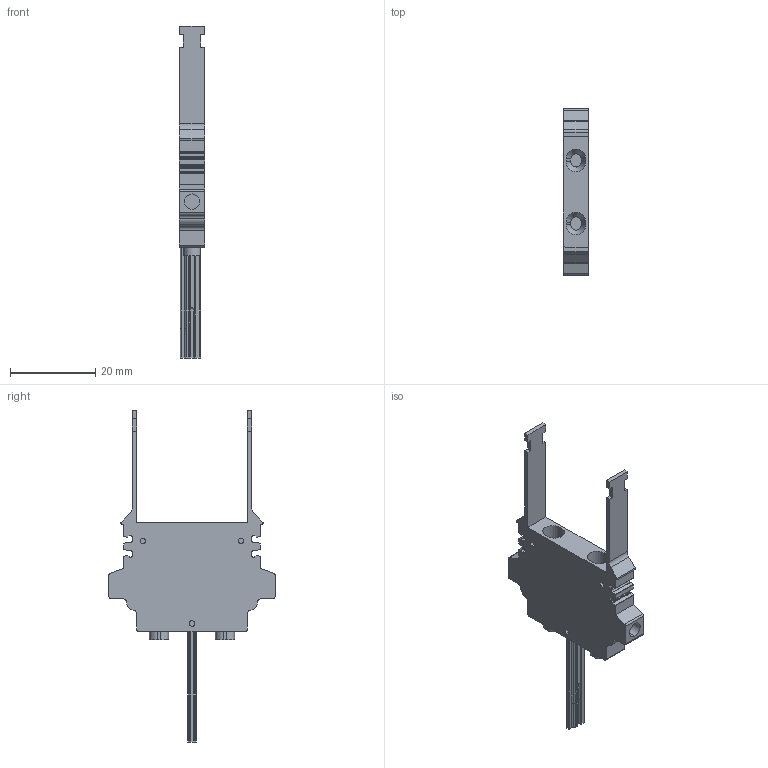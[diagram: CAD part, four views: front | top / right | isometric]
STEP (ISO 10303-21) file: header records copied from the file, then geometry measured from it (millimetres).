
FILE_DESCRIPTION(('CATIA V5R20 STEP214'),'2;1');
FILE_NAME ('5897829_3', '2014-08-12T05:22:33+00:00', ('Weidmueller Interface'), ('Weidmueller'), 'CATIA Version 5 Release 20 SP 5 (IN-10)', 'CATIA V5 STEP AP214', 'none');
FILE_SCHEMA(('AUTOMOTIVE_DESIGN { 1 0 10303 214 1 1 1 1 }'));
Length unit declared in the file: millimetre
Products named in the file (1): 1915450000_WTA_8_TN
Bounding box: 6 x 39 x 77.9 mm (x, y, z)
Volume: 5054 mm3; surface area: 3979 mm2
Topology: 1 solids, 1 shells, 252 faces, 753 edges, 513 vertices
Faces by surface type: plane 130, cylinder 76, extrusion 36, torus 6, cone 4
Entity records: 8369 total; most frequent: CARTESIAN_POINT 1857, ORIENTED_EDGE 1506, DIRECTION 1054, EDGE_CURVE 753, VECTOR 526, VERTEX_POINT 513, LINE 490, AXIS2_PLACEMENT_3D 366
